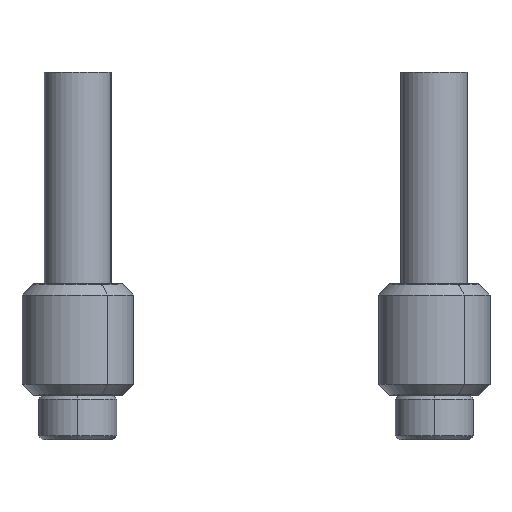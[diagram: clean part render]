
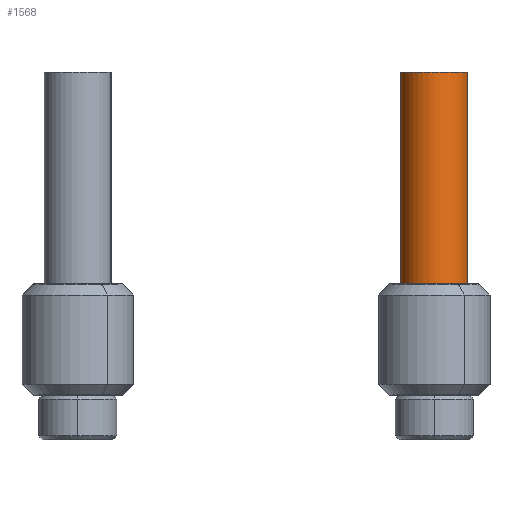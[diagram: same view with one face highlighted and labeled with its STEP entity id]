
A CAD part, left-side view. The second image highlights one B-rep face of the part: STEP entity #1568.
In plain terms, the highlighted cylindrical face has radius 3 mm (diameter 6 mm), a partial arc.
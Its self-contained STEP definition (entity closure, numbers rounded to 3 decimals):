
#374 = EDGE_CURVE ( 'NONE', #11057, #472, #3995, .T. ) ;
#472 = VERTEX_POINT ( 'NONE', #9677 ) ;
#644 = DIRECTION ( 'NONE',  ( 0., 0., 1. ) ) ;
#1568 = ADVANCED_FACE ( 'NONE', ( #14404 ), #5709, .T. ) ;
#2532 = VECTOR ( 'NONE', #12026, 1000. ) ;
#2749 = EDGE_LOOP ( 'NONE', ( #14325, #12899, #12451, #3690 ) ) ;
#3205 = CARTESIAN_POINT ( 'NONE',  ( 0., 19., 3. ) ) ;
#3690 = ORIENTED_EDGE ( 'NONE', *, *, #374, .T. ) ;
#3713 = DIRECTION ( 'NONE',  ( 0., -1., 0. ) ) ;
#3790 = CARTESIAN_POINT ( 'NONE',  ( 0., 0., 0. ) ) ;
#3807 = DIRECTION ( 'NONE',  ( 0., 0., -1. ) ) ;
#3891 = CARTESIAN_POINT ( 'NONE',  ( 0., 19., 0. ) ) ;
#3978 = VECTOR ( 'NONE', #13742, 1000. ) ;
#3995 = CIRCLE ( 'NONE', #11008, 3. ) ;
#5104 = DIRECTION ( 'NONE',  ( 0., 0., 1. ) ) ;
#5109 = CIRCLE ( 'NONE', #8074, 3. ) ;
#5709 = CYLINDRICAL_SURFACE ( 'NONE', #6544, 3. ) ;
#6152 = LINE ( 'NONE', #13104, #2532 ) ;
#6544 = AXIS2_PLACEMENT_3D ( 'NONE', #10665, #3713, #3807 ) ;
#8074 = AXIS2_PLACEMENT_3D ( 'NONE', #3891, #8559, #644 ) ;
#8559 = DIRECTION ( 'NONE',  ( 0., 1., 0. ) ) ;
#8950 = VERTEX_POINT ( 'NONE', #12370 ) ;
#9677 = CARTESIAN_POINT ( 'NONE',  ( 0., 0., 3. ) ) ;
#9710 = DIRECTION ( 'NONE',  ( 0., 1., 0. ) ) ;
#10665 = CARTESIAN_POINT ( 'NONE',  ( 0., 19., 0. ) ) ;
#10883 = LINE ( 'NONE', #3205, #3978 ) ;
#11008 = AXIS2_PLACEMENT_3D ( 'NONE', #3790, #9710, #5104 ) ;
#11057 = VERTEX_POINT ( 'NONE', #11947 ) ;
#11947 = CARTESIAN_POINT ( 'NONE',  ( 0., 0., -3. ) ) ;
#12026 = DIRECTION ( 'NONE',  ( 0., -1., 0. ) ) ;
#12270 = VERTEX_POINT ( 'NONE', #14704 ) ;
#12370 = CARTESIAN_POINT ( 'NONE',  ( 0., 19., 3. ) ) ;
#12451 = ORIENTED_EDGE ( 'NONE', *, *, #14733, .T. ) ;
#12522 = EDGE_CURVE ( 'NONE', #8950, #472, #10883, .T. ) ;
#12899 = ORIENTED_EDGE ( 'NONE', *, *, #14163, .F. ) ;
#13104 = CARTESIAN_POINT ( 'NONE',  ( 0., 19., -3. ) ) ;
#13742 = DIRECTION ( 'NONE',  ( 0., -1., 0. ) ) ;
#14163 = EDGE_CURVE ( 'NONE', #12270, #8950, #5109, .T. ) ;
#14325 = ORIENTED_EDGE ( 'NONE', *, *, #12522, .F. ) ;
#14404 = FACE_OUTER_BOUND ( 'NONE', #2749, .T. ) ;
#14704 = CARTESIAN_POINT ( 'NONE',  ( 0., 19., -3. ) ) ;
#14733 = EDGE_CURVE ( 'NONE', #12270, #11057, #6152, .T. ) ;
